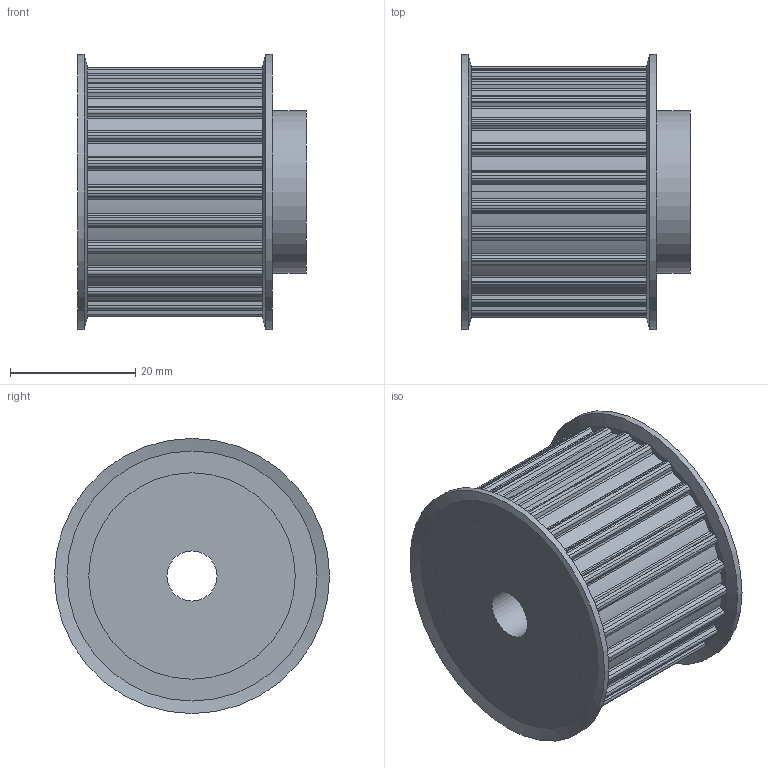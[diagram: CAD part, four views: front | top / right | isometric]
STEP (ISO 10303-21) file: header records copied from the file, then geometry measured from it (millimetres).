
FILE_DESCRIPTION(/* description */ ('Alibre Inc.'),/* implementation_level */ '2;1');
FILE_NAME(/* name */ 'export-F788D0A9-5FF8-4487-9E9B-AE084F383CB6',/* time_stamp */ '2023-12-15T16:14:01+01:00',/* author */ (''),/* organization */ (''),/* preprocessor_version */ 'ST-DEVELOPER v17',/* originating_system */ 'Alibre',/* authorisation */ '');
FILE_SCHEMA (('AUTOMOTIVE_DESIGN'));
Length unit declared in the file: millimetre
Products named in the file (3): 5030000209; 60036026BODY; 60036026
Bounding box: 36.54 x 44 x 44 mm (x, y, z)
Volume: 37438.1 mm3; surface area: 11340.5 mm2
Topology: 3 solids, 3 shells, 250 faces, 727 edges, 486 vertices
Faces by surface type: cylinder 185, plane 61, cone 4
Full cylindrical faces by diameter (mm): 8 x1, 26 x1, 33 x4, 44 x2
Entity records: 8085 total; most frequent: DIRECTION 1434, ORIENTED_EDGE 1426, CARTESIAN_POINT 1393, EDGE_CURVE 713, AXIS2_PLACEMENT_3D 576, VERTEX_POINT 476, VECTOR 341, LINE 341
